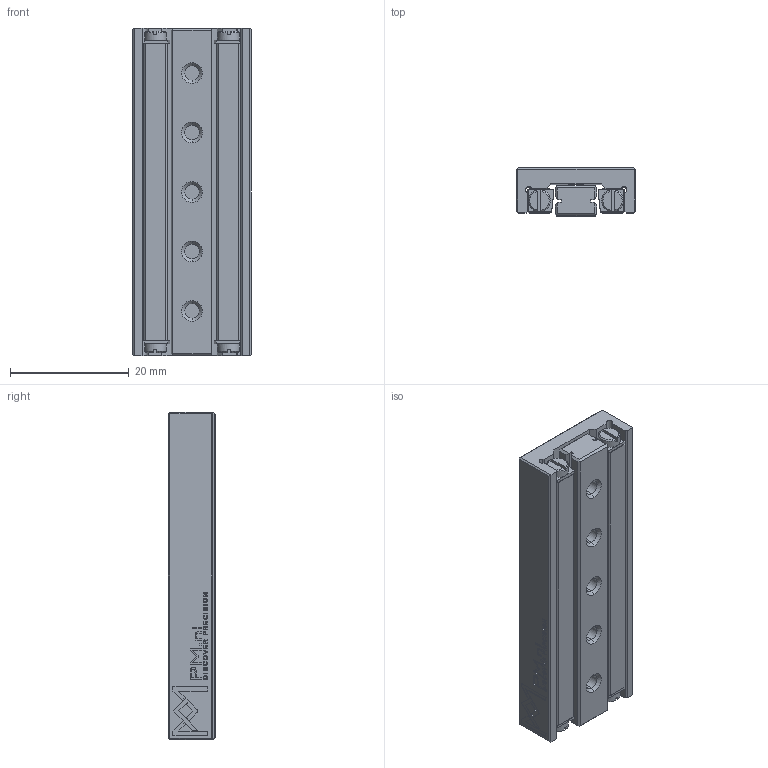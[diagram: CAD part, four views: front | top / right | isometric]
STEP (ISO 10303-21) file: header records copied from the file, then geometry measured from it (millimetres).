
FILE_DESCRIPTION(/* description */ (''),/* implementation_level */ '2;1');
FILE_NAME(/* name */ 'RTS-1555.stp',/* time_stamp */ '2024-10-04T08:19:25+02:00',/* author */ (''),/* organization */ (''),/* preprocessor_version */ 'ST-DEVELOPER v16.7',/* originating_system */ 'SIEMENS PLM Software NX 12.0',/* authorisation */ '');
FILE_SCHEMA (('AUTOMOTIVE_DESIGN { 1 0 10303 214 3 1 1 1 }'));
Length unit declared in the file: millimetre
Products named in the file (1): RTS-1555_stp
Bounding box: 20 x 8 x 55 mm (x, y, z)
Volume: 7249.6 mm3; surface area: 6890.4 mm2
Topology: 2 solids, 2 shells, 963 faces, 2523 edges, 1648 vertices
Faces by surface type: plane 616, bspline 180, cylinder 73, cone 64, torus 30
Entity records: 37071 total; most frequent: CARTESIAN_POINT 8387, ORIENTED_EDGE 5046, DIRECTION 3973, EDGE_CURVE 2523, LINE 1785, VECTOR 1785, VERTEX_POINT 1648, AXIS2_PLACEMENT_3D 1094
